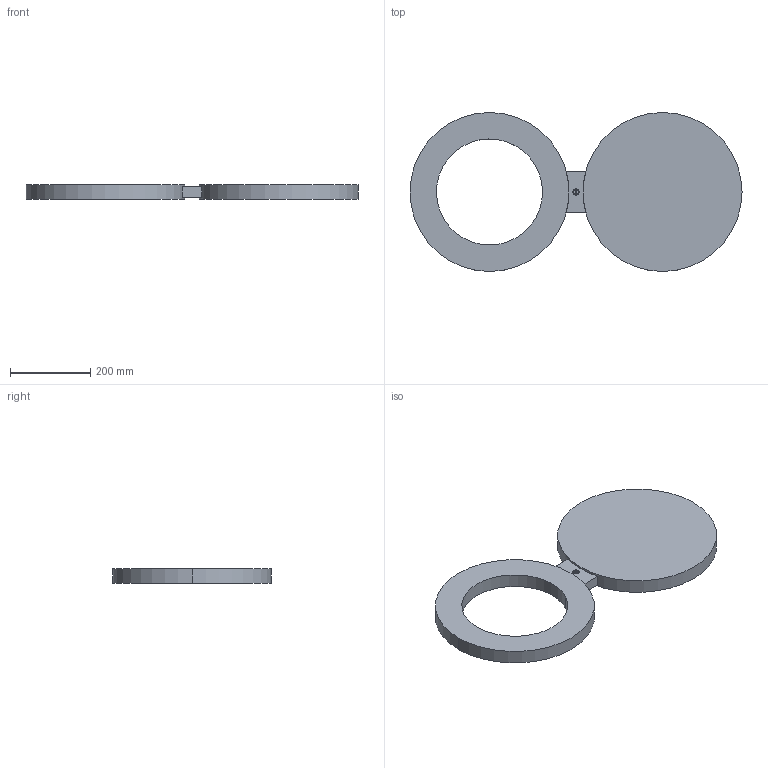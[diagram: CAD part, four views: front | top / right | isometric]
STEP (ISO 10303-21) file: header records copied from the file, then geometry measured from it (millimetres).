
FILE_DESCRIPTION(('CATIA V5 STEP Exchange'),'2;1');
FILE_NAME('10-600-SPEC-BLIND-RF-B16.48-TYPE-3.stp','2015-02-10T05:01:15+00:00',('none'),('none'),'CATIA Version 5 Release 20 SP 7 (IN-10)','CATIA V5 STEP AP214','none');
FILE_SCHEMA(('AUTOMOTIVE_DESIGN { 1 0 10303 214 1 1 1 1 }'));
Length unit declared in the file: inch
Products named in the file (1): 10-600-SPEC-BLIND-RF-B16.48-TYPE-3
Bounding box: 828.55 x 396.75 x 35.05 mm (x, y, z)
Volume: 6847622.2 mm3; surface area: 506405 mm2
Topology: 1 solids, 1 shells, 399 faces, 1140 edges, 760 vertices
Faces by surface type: plane 373, cylinder 26
Entity records: 15200 total; most frequent: ORIENTED_EDGE 2280, CARTESIAN_POINT 2261, DIRECTION 1860, EDGE_CURVE 1140, VECTOR 1080, LINE 1080, VERTEX_POINT 760, AXIS2_PLACEMENT_3D 421
